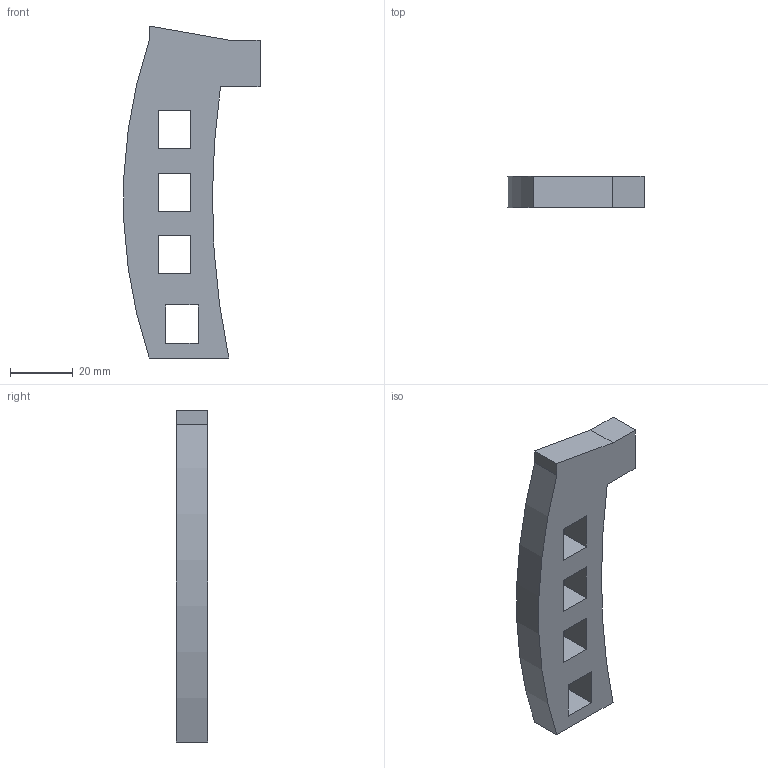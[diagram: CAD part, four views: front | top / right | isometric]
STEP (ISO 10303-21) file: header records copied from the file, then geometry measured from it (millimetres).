
FILE_DESCRIPTION(/* description */ (''),/* implementation_level */ '2;1');
FILE_NAME(/* name */ 'hand.ipt.stp',/* time_stamp */ '2021-06-20T10:01:48-05:00',/* author */ ('svale'),/* organization */ (''),/* preprocessor_version */ 'ST-DEVELOPER v18.1',/* originating_system */ 'Autodesk Inventor 2021',/* authorisation */ '');
FILE_SCHEMA (('AUTOMOTIVE_DESIGN { 1 0 10303 214 3 1 1 }'));
Length unit declared in the file: millimetre
Products named in the file (1): hand
Bounding box: 43.47 x 10 x 106.08 mm (x, y, z)
Volume: 25085.2 mm3; surface area: 9662.6 mm2
Topology: 1 solids, 1 shells, 26 faces, 72 edges, 48 vertices
Faces by surface type: plane 24, cylinder 2
Entity records: 877 total; most frequent: CARTESIAN_POINT 147, ORIENTED_EDGE 144, DIRECTION 130, EDGE_CURVE 72, LINE 68, VECTOR 68, VERTEX_POINT 48, EDGE_LOOP 34
